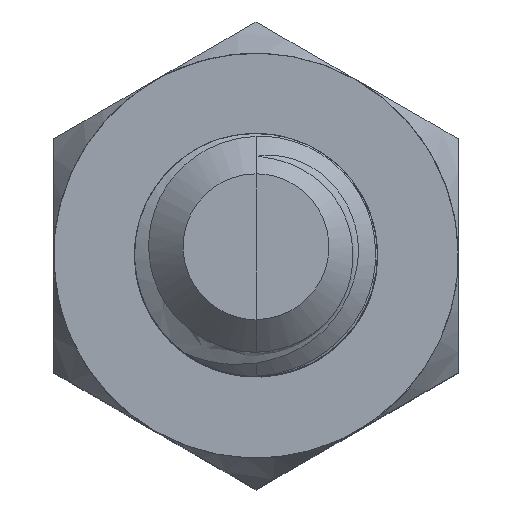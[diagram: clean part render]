
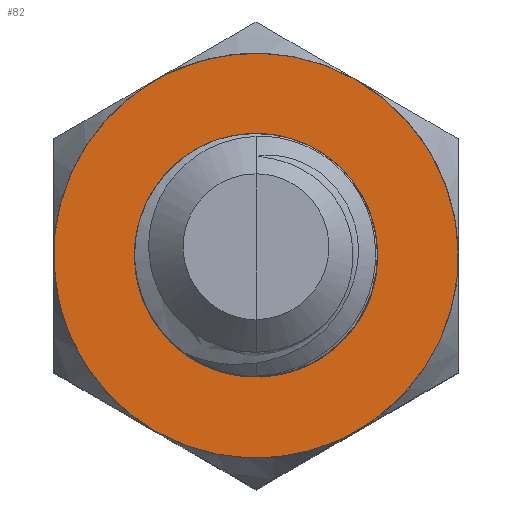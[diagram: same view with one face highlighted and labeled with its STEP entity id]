
A CAD part, top view. The second image highlights one B-rep face of the part: STEP entity #82.
In plain terms, the highlighted planar face has unit normal (0, 0, 1).
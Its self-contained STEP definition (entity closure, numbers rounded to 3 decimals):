
#12=PLANE('',#678);
#82=ADVANCED_FACE('',(#122),#12,.T.);
#122=FACE_OUTER_BOUND('',#162,.T.);
#162=EDGE_LOOP('',(#269));
#269=ORIENTED_EDGE('',*,*,#413,.T.);
#413=EDGE_CURVE('',#596,#596,#468,.T.);
#468=(
BOUNDED_CURVE()
B_SPLINE_CURVE(2,(#22771,#22772,#22773,#22774,#22775,#22776,#22777,#22778,
#22779,#22780,#22781,#22782,#22783,#22784,#22785,#22786,#22787),
 .UNSPECIFIED.,.T.,.F.)
B_SPLINE_CURVE_WITH_KNOTS((3,2,2,2,2,2,2,2,3),(26.149,27.489,
28.828,31.416,34.003,35.343,36.682,
39.27,41.857),.UNSPECIFIED.)
CURVE()
GEOMETRIC_REPRESENTATION_ITEM()
RATIONAL_B_SPLINE_CURVE((1.,0.966,1.,0.9,0.868,
0.807,1.,0.807,0.868,0.9,
1.,0.9,0.868,0.807,1.,0.866,
1.))
REPRESENTATION_ITEM('')
);
#596=VERTEX_POINT('',#22770);
#678=AXIS2_PLACEMENT_3D('',#22769,#690,$);
#690=DIRECTION('',(0.,0.,1.));
#22769=CARTESIAN_POINT('',(-12.55,-2.55,0.));
#22770=CARTESIAN_POINT('',(-11.25,-2.165,0.));
#22771=CARTESIAN_POINT('',(-11.25,-2.165,0.));
#22772=CARTESIAN_POINT('',(-10.67,-2.5,0.));
#22773=CARTESIAN_POINT('',(-10.,-2.5,0.));
#22774=CARTESIAN_POINT('',(-9.33,-2.5,0.));
#22775=CARTESIAN_POINT('',(-8.75,-2.165,0.));
#22776=CARTESIAN_POINT('',(-7.5,-1.443,0.));
#22777=CARTESIAN_POINT('',(-7.5,0.,0.));
#22778=CARTESIAN_POINT('',(-7.5,1.443,0.));
#22779=CARTESIAN_POINT('',(-8.75,2.165,0.));
#22780=CARTESIAN_POINT('',(-9.33,2.5,0.));
#22781=CARTESIAN_POINT('',(-10.,2.5,0.));
#22782=CARTESIAN_POINT('',(-10.67,2.5,0.));
#22783=CARTESIAN_POINT('',(-11.25,2.165,0.));
#22784=CARTESIAN_POINT('',(-12.5,1.443,0.));
#22785=CARTESIAN_POINT('',(-12.5,0.,0.));
#22786=CARTESIAN_POINT('',(-12.5,-1.443,0.));
#22787=CARTESIAN_POINT('',(-11.25,-2.165,0.));
